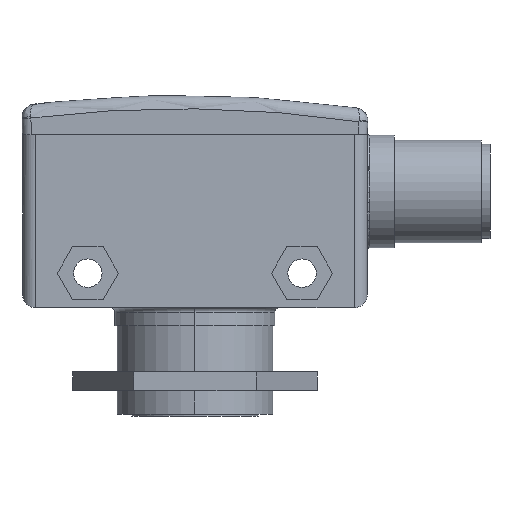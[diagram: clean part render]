
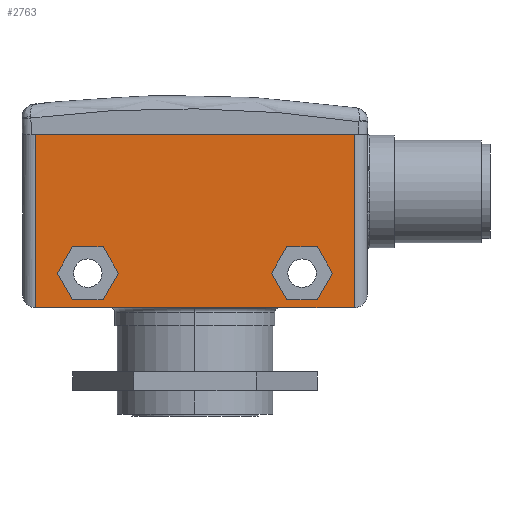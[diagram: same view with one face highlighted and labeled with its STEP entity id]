
A CAD part, left-side view. The second image highlights one B-rep face of the part: STEP entity #2763.
In plain terms, the highlighted planar face has unit normal (-1, 0, 0).
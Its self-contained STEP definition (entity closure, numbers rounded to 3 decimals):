
#6 = FACE_BOUND ( 'NONE', #1125, .T. ) ;
#78 = LINE ( 'NONE', #2539, #2273 ) ;
#102 = CARTESIAN_POINT ( 'NONE',  ( -2., 29.732, 4.475 ) ) ;
#104 = EDGE_CURVE ( 'NONE', #2439, #1722, #2649, .T. ) ;
#136 = VECTOR ( 'NONE', #2238, 1000. ) ;
#156 = LINE ( 'NONE', #1227, #2341 ) ;
#169 = VECTOR ( 'NONE', #2226, 1000. ) ;
#203 = CARTESIAN_POINT ( 'NONE',  ( -2., 1.5, -2.4 ) ) ;
#219 = LINE ( 'NONE', #2710, #2336 ) ;
#272 = EDGE_CURVE ( 'NONE', #2846, #1865, #501, .T. ) ;
#440 = ORIENTED_EDGE ( 'NONE', *, *, #751, .T. ) ;
#458 = CARTESIAN_POINT ( 'NONE',  ( -2., 33.168, -1.475 ) ) ;
#480 = VECTOR ( 'NONE', #2361, 1000. ) ;
#501 = LINE ( 'NONE', #2754, #2697 ) ;
#566 = CARTESIAN_POINT ( 'NONE',  ( -2., 34.885, 1.5 ) ) ;
#664 = CARTESIAN_POINT ( 'NONE',  ( -2., 1.5, 17.1 ) ) ;
#751 = EDGE_CURVE ( 'NONE', #3212, #3222, #2569, .T. ) ;
#763 = DIRECTION ( 'NONE',  ( 0., 1., 0. ) ) ;
#765 = ORIENTED_EDGE ( 'NONE', *, *, #2471, .T. ) ;
#781 = ORIENTED_EDGE ( 'NONE', *, *, #3414, .F. ) ;
#790 = ORIENTED_EDGE ( 'NONE', *, *, #104, .T. ) ;
#803 = DIRECTION ( 'NONE',  ( 0., -0.5, 0.866 ) ) ;
#804 = CARTESIAN_POINT ( 'NONE',  ( -2., 37.3, 17.1 ) ) ;
#809 = DIRECTION ( 'NONE',  ( 0., -0.5, -0.866 ) ) ;
#845 = ORIENTED_EDGE ( 'NONE', *, *, #1306, .T. ) ;
#862 = ORIENTED_EDGE ( 'NONE', *, *, #3218, .T. ) ;
#888 = DIRECTION ( 'NONE',  ( 0., 0.5, -0.866 ) ) ;
#918 = LINE ( 'NONE', #3651, #3033 ) ;
#920 = EDGE_CURVE ( 'NONE', #2505, #3212, #3105, .T. ) ;
#945 = CARTESIAN_POINT ( 'NONE',  ( -2., 3.915, 1.5 ) ) ;
#958 = AXIS2_PLACEMENT_3D ( 'NONE', #2901, #1463, #3471 ) ;
#964 = CARTESIAN_POINT ( 'NONE',  ( -2., 33.168, 4.475 ) ) ;
#995 = VECTOR ( 'NONE', #1963, 1000. ) ;
#997 = VECTOR ( 'NONE', #809, 1000. ) ;
#1035 = ORIENTED_EDGE ( 'NONE', *, *, #1612, .T. ) ;
#1037 = EDGE_CURVE ( 'NONE', #1304, #2846, #2205, .T. ) ;
#1059 = CARTESIAN_POINT ( 'NONE',  ( -2., 3.915, 1.5 ) ) ;
#1071 = LINE ( 'NONE', #1101, #995 ) ;
#1101 = CARTESIAN_POINT ( 'NONE',  ( -2., 33.168, 4.475 ) ) ;
#1125 = EDGE_LOOP ( 'NONE', ( #2202, #2253, #1035, #3321, #2751, #1165 ) ) ;
#1165 = ORIENTED_EDGE ( 'NONE', *, *, #272, .T. ) ;
#1167 = PLANE ( 'NONE',  #958 ) ;
#1227 = CARTESIAN_POINT ( 'NONE',  ( -2., 33.168, -1.475 ) ) ;
#1228 = EDGE_CURVE ( 'NONE', #2574, #1304, #3285, .T. ) ;
#1274 = CARTESIAN_POINT ( 'NONE',  ( -2., 34.885, 1.5 ) ) ;
#1304 = VERTEX_POINT ( 'NONE', #1669 ) ;
#1306 = EDGE_CURVE ( 'NONE', #2945, #2505, #78, .T. ) ;
#1358 = CARTESIAN_POINT ( 'NONE',  ( -2., 29.732, 4.475 ) ) ;
#1379 = VERTEX_POINT ( 'NONE', #1841 ) ;
#1387 = EDGE_LOOP ( 'NONE', ( #2554, #2647, #765, #845, #3115, #440 ) ) ;
#1423 = FACE_BOUND ( 'NONE', #1387, .T. ) ;
#1463 = DIRECTION ( 'NONE',  ( -1., 0., 0. ) ) ;
#1511 = DIRECTION ( 'NONE',  ( 0., 0., 1. ) ) ;
#1513 = FACE_OUTER_BOUND ( 'NONE', #1822, .T. ) ;
#1517 = DIRECTION ( 'NONE',  ( 0., 0.5, 0.866 ) ) ;
#1518 = CARTESIAN_POINT ( 'NONE',  ( -2., 5.632, -1.475 ) ) ;
#1553 = CARTESIAN_POINT ( 'NONE',  ( -2., 29.732, -1.475 ) ) ;
#1612 = EDGE_CURVE ( 'NONE', #2682, #2574, #1071, .T. ) ;
#1629 = VERTEX_POINT ( 'NONE', #566 ) ;
#1630 = CARTESIAN_POINT ( 'NONE',  ( -2., 0., 17.1 ) ) ;
#1669 = CARTESIAN_POINT ( 'NONE',  ( -2., 28.015, 1.5 ) ) ;
#1692 = VECTOR ( 'NONE', #3581, 1000. ) ;
#1722 = VERTEX_POINT ( 'NONE', #2123 ) ;
#1741 = VERTEX_POINT ( 'NONE', #1819 ) ;
#1801 = EDGE_CURVE ( 'NONE', #1629, #2682, #3231, .T. ) ;
#1811 = CARTESIAN_POINT ( 'NONE',  ( -2., 9.068, -1.475 ) ) ;
#1819 = CARTESIAN_POINT ( 'NONE',  ( -2., 9.068, -1.475 ) ) ;
#1822 = EDGE_LOOP ( 'NONE', ( #2223, #790, #781, #862 ) ) ;
#1841 = CARTESIAN_POINT ( 'NONE',  ( -2., 37.3, -2.4 ) ) ;
#1865 = VERTEX_POINT ( 'NONE', #458 ) ;
#1952 = VECTOR ( 'NONE', #3531, 1000. ) ;
#1963 = DIRECTION ( 'NONE',  ( 0., -1., 0. ) ) ;
#2071 = CARTESIAN_POINT ( 'NONE',  ( -2., 5.632, -1.475 ) ) ;
#2108 = VECTOR ( 'NONE', #888, 1000. ) ;
#2123 = CARTESIAN_POINT ( 'NONE',  ( -2., 1.5, 17.1 ) ) ;
#2133 = DIRECTION ( 'NONE',  ( 0., 0.5, 0.866 ) ) ;
#2144 = CARTESIAN_POINT ( 'NONE',  ( -2., 9.068, 4.475 ) ) ;
#2158 = CARTESIAN_POINT ( 'NONE',  ( -2., 10.785, 1.5 ) ) ;
#2169 = LINE ( 'NONE', #1811, #2820 ) ;
#2202 = ORIENTED_EDGE ( 'NONE', *, *, #2573, .T. ) ;
#2205 = LINE ( 'NONE', #2893, #2108 ) ;
#2223 = ORIENTED_EDGE ( 'NONE', *, *, #2894, .F. ) ;
#2226 = DIRECTION ( 'NONE',  ( 0., -0.5, -0.866 ) ) ;
#2238 = DIRECTION ( 'NONE',  ( 0., -1., 0. ) ) ;
#2253 = ORIENTED_EDGE ( 'NONE', *, *, #1801, .T. ) ;
#2273 = VECTOR ( 'NONE', #2282, 1000. ) ;
#2282 = DIRECTION ( 'NONE',  ( 0., -1., 0. ) ) ;
#2336 = VECTOR ( 'NONE', #3570, 1000. ) ;
#2341 = VECTOR ( 'NONE', #1517, 1000. ) ;
#2361 = DIRECTION ( 'NONE',  ( 0., 1., 0. ) ) ;
#2382 = CARTESIAN_POINT ( 'NONE',  ( -2., 37.3, -2.4 ) ) ;
#2439 = VERTEX_POINT ( 'NONE', #203 ) ;
#2471 = EDGE_CURVE ( 'NONE', #2942, #2945, #918, .T. ) ;
#2505 = VERTEX_POINT ( 'NONE', #3419 ) ;
#2539 = CARTESIAN_POINT ( 'NONE',  ( -2., 9.068, 4.475 ) ) ;
#2554 = ORIENTED_EDGE ( 'NONE', *, *, #3042, .T. ) ;
#2569 = LINE ( 'NONE', #1059, #3418 ) ;
#2573 = EDGE_CURVE ( 'NONE', #1865, #1629, #156, .T. ) ;
#2574 = VERTEX_POINT ( 'NONE', #102 ) ;
#2647 = ORIENTED_EDGE ( 'NONE', *, *, #2650, .T. ) ;
#2649 = LINE ( 'NONE', #664, #3314 ) ;
#2650 = EDGE_CURVE ( 'NONE', #1741, #2942, #2169, .T. ) ;
#2682 = VERTEX_POINT ( 'NONE', #964 ) ;
#2697 = VECTOR ( 'NONE', #763, 1000. ) ;
#2710 = CARTESIAN_POINT ( 'NONE',  ( -2., 38.8, -2.4 ) ) ;
#2719 = LINE ( 'NONE', #2382, #1952 ) ;
#2751 = ORIENTED_EDGE ( 'NONE', *, *, #1037, .T. ) ;
#2754 = CARTESIAN_POINT ( 'NONE',  ( -2., 29.732, -1.475 ) ) ;
#2763 = ADVANCED_FACE ( 'NONE', ( #6, #1513, #1423 ), #1167, .T. ) ;
#2788 = DIRECTION ( 'NONE',  ( 0., 0.5, -0.866 ) ) ;
#2820 = VECTOR ( 'NONE', #2133, 1000. ) ;
#2846 = VERTEX_POINT ( 'NONE', #1553 ) ;
#2893 = CARTESIAN_POINT ( 'NONE',  ( -2., 28.015, 1.5 ) ) ;
#2894 = EDGE_CURVE ( 'NONE', #2439, #1379, #219, .T. ) ;
#2901 = CARTESIAN_POINT ( 'NONE',  ( -2., 38.8, -2.4 ) ) ;
#2942 = VERTEX_POINT ( 'NONE', #2158 ) ;
#2945 = VERTEX_POINT ( 'NONE', #2144 ) ;
#3033 = VECTOR ( 'NONE', #803, 1000. ) ;
#3042 = EDGE_CURVE ( 'NONE', #3222, #1741, #3529, .T. ) ;
#3105 = LINE ( 'NONE', #3643, #169 ) ;
#3115 = ORIENTED_EDGE ( 'NONE', *, *, #920, .T. ) ;
#3151 = LINE ( 'NONE', #1630, #136 ) ;
#3212 = VERTEX_POINT ( 'NONE', #945 ) ;
#3218 = EDGE_CURVE ( 'NONE', #3459, #1379, #2719, .T. ) ;
#3222 = VERTEX_POINT ( 'NONE', #1518 ) ;
#3231 = LINE ( 'NONE', #1274, #1692 ) ;
#3285 = LINE ( 'NONE', #1358, #997 ) ;
#3314 = VECTOR ( 'NONE', #1511, 1000. ) ;
#3321 = ORIENTED_EDGE ( 'NONE', *, *, #1228, .T. ) ;
#3414 = EDGE_CURVE ( 'NONE', #3459, #1722, #3151, .T. ) ;
#3418 = VECTOR ( 'NONE', #2788, 1000. ) ;
#3419 = CARTESIAN_POINT ( 'NONE',  ( -2., 5.632, 4.475 ) ) ;
#3459 = VERTEX_POINT ( 'NONE', #804 ) ;
#3471 = DIRECTION ( 'NONE',  ( 0., 0., 1. ) ) ;
#3529 = LINE ( 'NONE', #2071, #480 ) ;
#3531 = DIRECTION ( 'NONE',  ( 0., 0., -1. ) ) ;
#3570 = DIRECTION ( 'NONE',  ( 0., 1., 0. ) ) ;
#3581 = DIRECTION ( 'NONE',  ( 0., -0.5, 0.866 ) ) ;
#3643 = CARTESIAN_POINT ( 'NONE',  ( -2., 5.632, 4.475 ) ) ;
#3651 = CARTESIAN_POINT ( 'NONE',  ( -2., 10.785, 1.5 ) ) ;
